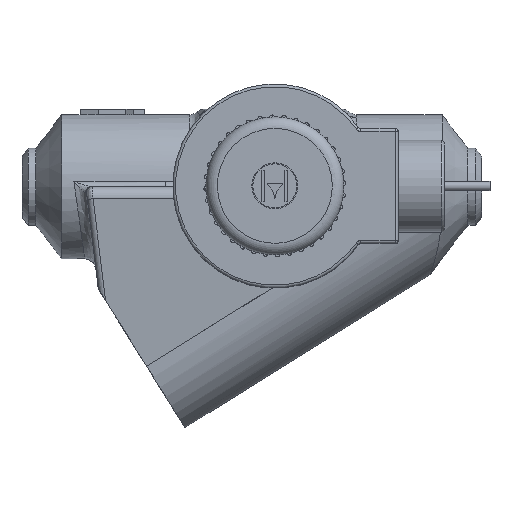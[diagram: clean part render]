
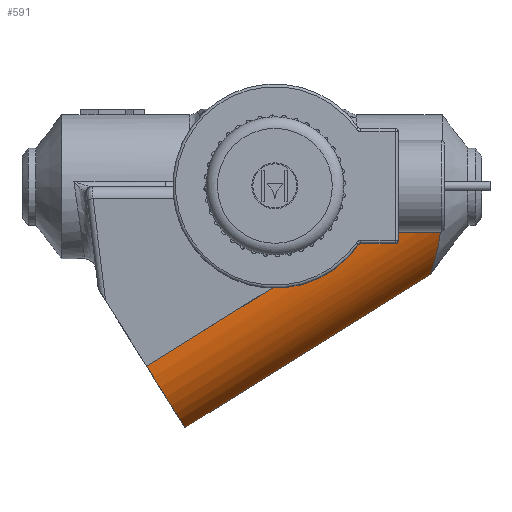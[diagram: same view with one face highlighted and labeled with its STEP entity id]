
A CAD part, top view. The second image highlights one B-rep face of the part: STEP entity #591.
In plain terms, the highlighted cylindrical face has radius 19.939 mm (diameter 39.878 mm), a partial arc.
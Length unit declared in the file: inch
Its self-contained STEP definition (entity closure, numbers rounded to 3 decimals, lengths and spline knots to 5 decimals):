
#386=CARTESIAN_POINT('',(1.81738,-0.34101,0.71074));
#387=VERTEX_POINT('',#386);
#398=CARTESIAN_POINT('',(1.81738,-0.34101,-0.71074));
#399=VERTEX_POINT('',#398);
#400=CARTESIAN_POINT('',(1.81738,-0.34101,-0.71074));
#401=CARTESIAN_POINT('',(1.81042,-0.44241,-0.67215));
#402=CARTESIAN_POINT('',(1.79731,-0.53781,-0.61941));
#403=CARTESIAN_POINT('',(1.76499,-0.70694,-0.49555));
#404=CARTESIAN_POINT('',(1.74227,-0.79234,-0.41225));
#405=CARTESIAN_POINT('',(1.71429,-0.88455,-0.2683));
#406=CARTESIAN_POINT('',(1.70611,-0.90941,-0.21712));
#407=CARTESIAN_POINT('',(1.69471,-0.94331,-0.11076));
#408=CARTESIAN_POINT('',(1.69154,-0.95231,-0.05558));
#409=CARTESIAN_POINT('',(1.69154,-0.95231,0.05558));
#410=CARTESIAN_POINT('',(1.69471,-0.94331,0.11076));
#411=CARTESIAN_POINT('',(1.70611,-0.90941,0.21712));
#412=CARTESIAN_POINT('',(1.71429,-0.88455,0.2683));
#413=CARTESIAN_POINT('',(1.74227,-0.79234,0.41225));
#414=CARTESIAN_POINT('',(1.76499,-0.70694,0.49555));
#415=CARTESIAN_POINT('',(1.79731,-0.53781,0.61941));
#416=CARTESIAN_POINT('',(1.81042,-0.44241,0.67215));
#417=CARTESIAN_POINT('',(1.81738,-0.34101,0.71074));
#418=B_SPLINE_CURVE_WITH_KNOTS('',3,(#400,#401,#402,#403,#404,#405,#406,#407,#408,#409,#410,#411,#412,#413,#414,#415,#416,#417),.UNSPECIFIED.,.F.,.U.,(4,2,2,2,2,2,2,2,4),(-5.77206,-5.00273,-4.15574,-3.73225,-3.30876,-2.88527,-2.46177,-1.61479,-0.84546),.UNSPECIFIED.);
#419=EDGE_CURVE('',#399,#387,#418,.T.);
#457=CARTESIAN_POINT('',(-1.47843,-2.00748,0.));
#458=DIRECTION('',(0.848,0.53,0.0));
#459=DIRECTION('',(0.0,0.0,-1.0));
#460=AXIS2_PLACEMENT_3D('',#457,#458,#459);
#461=CYLINDRICAL_SURFACE('',#460,0.785);
#462=ORIENTED_EDGE('',*,*,#419,.T.);
#463=CARTESIAN_POINT('',(1.7342,0.,0.785));
#464=VERTEX_POINT('',#463);
#465=CARTESIAN_POINT('',(1.7342,0.,0.));
#466=DIRECTION('',(0.972,0.237,0.));
#467=DIRECTION('',(0.237,-0.972,0.0));
#468=AXIS2_PLACEMENT_3D('',#465,#466,#467);
#469=ELLIPSE('',#468,0.82678,0.785);
#470=EDGE_CURVE('',#464,#387,#469,.T.);
#471=ORIENTED_EDGE('',*,*,#470,.F.);
#472=CARTESIAN_POINT('',(1.73318,0.00356,0.78499));
#473=VERTEX_POINT('',#472);
#474=CARTESIAN_POINT('',(1.7342,0.,0.));
#475=DIRECTION('',(0.961,0.276,0.0));
#476=DIRECTION('',(-0.276,0.961,0.0));
#477=AXIS2_PLACEMENT_3D('',#474,#475,#476);
#478=ELLIPSE('',#477,0.81664,0.785);
#479=EDGE_CURVE('',#473,#464,#478,.T.);
#480=ORIENTED_EDGE('',*,*,#479,.F.);
#481=CARTESIAN_POINT('',(1.72748,0.0,0.78499));
#482=VERTEX_POINT('',#481);
#483=CARTESIAN_POINT('',(1.72748,0.0,0.78499));
#484=DIRECTION('',(0.848,0.53,0.0));
#485=VECTOR('',#484,0.00672);
#486=LINE('',#483,#485);
#487=EDGE_CURVE('',#482,#473,#486,.T.);
#488=ORIENTED_EDGE('',*,*,#487,.F.);
#489=CARTESIAN_POINT('',(1.73084,0.,0.785));
#490=VERTEX_POINT('',#489);
#491=CARTESIAN_POINT('',(1.7342,0.0,0.));
#492=DIRECTION('',(0.0,1.0,0.0));
#493=DIRECTION('',(-1.0,0.0,0.0));
#494=AXIS2_PLACEMENT_3D('',#491,#492,#493);
#495=ELLIPSE('',#494,1.48136,0.785);
#496=EDGE_CURVE('',#482,#490,#495,.T.);
#497=ORIENTED_EDGE('',*,*,#496,.T.);
#498=CARTESIAN_POINT('',(1.73108,0.,0.785));
#499=VERTEX_POINT('',#498);
#500=CARTESIAN_POINT('',(1.73108,0.,0.785));
#501=DIRECTION('',(-1.0,0.0,0.0));
#502=VECTOR('',#501,0.00024);
#503=LINE('',#500,#502);
#504=EDGE_CURVE('',#499,#490,#503,.T.);
#505=ORIENTED_EDGE('',*,*,#504,.F.);
#506=CARTESIAN_POINT('',(1.73145,-0.00079,0.785));
#507=VERTEX_POINT('',#506);
#508=CARTESIAN_POINT('',(1.73108,0.,0.0));
#509=DIRECTION('',(-0.906,-0.423,0.));
#510=DIRECTION('',(-0.423,0.906,0.0));
#511=AXIS2_PLACEMENT_3D('',#508,#509,#510);
#512=ELLIPSE('',#511,0.86615,0.785);
#513=EDGE_CURVE('',#507,#499,#512,.T.);
#514=ORIENTED_EDGE('',*,*,#513,.F.);
#515=CARTESIAN_POINT('',(1.67885,-0.01587,0.78484));
#516=VERTEX_POINT('',#515);
#517=CARTESIAN_POINT('',(1.7342,0.,0.0));
#518=DIRECTION('',(0.276,-0.961,0.0));
#519=DIRECTION('',(0.961,0.276,0.0));
#520=AXIS2_PLACEMENT_3D('',#517,#518,#519);
#521=ELLIPSE('',#520,2.84794,0.785);
#522=EDGE_CURVE('',#507,#516,#521,.T.);
#523=ORIENTED_EDGE('',*,*,#522,.T.);
#524=CARTESIAN_POINT('',(1.69362,-0.02536,0.785));
#525=VERTEX_POINT('',#524);
#526=CARTESIAN_POINT('',(1.67885,-0.01587,0.78484));
#527=CARTESIAN_POINT('',(1.67862,-0.01594,0.78484));
#528=CARTESIAN_POINT('',(1.67836,-0.01603,0.78484));
#529=CARTESIAN_POINT('',(1.67805,-0.01623,0.78484));
#530=CARTESIAN_POINT('',(1.67795,-0.01631,0.78484));
#531=CARTESIAN_POINT('',(1.67783,-0.01648,0.78484));
#532=CARTESIAN_POINT('',(1.67779,-0.01655,0.78484));
#533=CARTESIAN_POINT('',(1.67775,-0.0167,0.78484));
#534=CARTESIAN_POINT('',(1.67774,-0.01678,0.78484));
#535=CARTESIAN_POINT('',(1.67776,-0.01695,0.78485));
#536=CARTESIAN_POINT('',(1.67779,-0.01705,0.78485));
#537=CARTESIAN_POINT('',(1.67791,-0.01729,0.78485));
#538=CARTESIAN_POINT('',(1.67803,-0.01745,0.78486));
#539=CARTESIAN_POINT('',(1.67844,-0.0179,0.78487));
#540=CARTESIAN_POINT('',(1.67887,-0.01823,0.78488));
#541=CARTESIAN_POINT('',(1.68066,-0.01944,0.78491));
#542=CARTESIAN_POINT('',(1.68277,-0.02047,0.78494));
#543=CARTESIAN_POINT('',(1.68758,-0.02266,0.78498));
#544=CARTESIAN_POINT('',(1.6907,-0.02399,0.785));
#545=CARTESIAN_POINT('',(1.69362,-0.02536,0.785));
#546=B_SPLINE_CURVE_WITH_KNOTS('',3,(#526,#527,#528,#529,#530,#531,#532,#533,#534,#535,#536,#537,#538,#539,#540,#541,#542,#543,#544,#545),.UNSPECIFIED.,.F.,.U.,(4,2,2,2,2,2,2,2,2,4),(0.0,0.00183,0.00278,0.00342,0.004,0.00474,0.00609,0.00945,0.02021,0.03406),.UNSPECIFIED.);
#547=EDGE_CURVE('',#516,#525,#546,.T.);
#548=ORIENTED_EDGE('',*,*,#547,.T.);
#549=CARTESIAN_POINT('',(-1.39363,-1.95449,0.785));
#550=VERTEX_POINT('',#549);
#551=CARTESIAN_POINT('',(-1.39363,-1.95449,0.785));
#552=DIRECTION('',(0.848,0.53,0.0));
#553=VECTOR('',#552,3.64042);
#554=LINE('',#551,#553);
#555=EDGE_CURVE('',#550,#525,#554,.T.);
#556=ORIENTED_EDGE('',*,*,#555,.F.);
#557=CARTESIAN_POINT('',(-1.39363,-1.95449,-0.785));
#558=VERTEX_POINT('',#557);
#559=CARTESIAN_POINT('',(-1.39363,-1.95449,0.));
#560=DIRECTION('',(0.848,0.53,0.0));
#561=DIRECTION('',(0.0,0.0,-1.0));
#562=AXIS2_PLACEMENT_3D('',#559,#560,#561);
#563=CIRCLE('',#562,0.785);
#564=EDGE_CURVE('',#550,#558,#563,.T.);
#565=ORIENTED_EDGE('',*,*,#564,.T.);
#566=CARTESIAN_POINT('',(1.73179,-0.00151,-0.785));
#567=VERTEX_POINT('',#566);
#568=CARTESIAN_POINT('',(1.73179,-0.00151,-0.785));
#569=DIRECTION('',(-0.848,-0.53,0.0));
#570=VECTOR('',#569,3.68542);
#571=LINE('',#568,#570);
#572=EDGE_CURVE('',#567,#558,#571,.T.);
#573=ORIENTED_EDGE('',*,*,#572,.F.);
#574=CARTESIAN_POINT('',(1.7342,0.,-0.785));
#575=VERTEX_POINT('',#574);
#576=CARTESIAN_POINT('',(1.7342,0.0,-0.785));
#577=DIRECTION('',(-0.848,-0.53,0.0));
#578=VECTOR('',#577,0.00285);
#579=LINE('',#576,#578);
#580=EDGE_CURVE('',#575,#567,#579,.T.);
#581=ORIENTED_EDGE('',*,*,#580,.F.);
#582=CARTESIAN_POINT('',(1.7342,0.,0.));
#583=DIRECTION('',(0.972,0.237,0.));
#584=DIRECTION('',(0.237,-0.972,0.0));
#585=AXIS2_PLACEMENT_3D('',#582,#583,#584);
#586=ELLIPSE('',#585,0.82678,0.785);
#587=EDGE_CURVE('',#399,#575,#586,.T.);
#588=ORIENTED_EDGE('',*,*,#587,.F.);
#589=EDGE_LOOP('',(#462,#471,#480,#488,#497,#505,#514,#523,#548,#556,#565,#573,#581,#588));
#590=FACE_OUTER_BOUND('',#589,.T.);
#591=ADVANCED_FACE('',(#590),#461,.T.);
